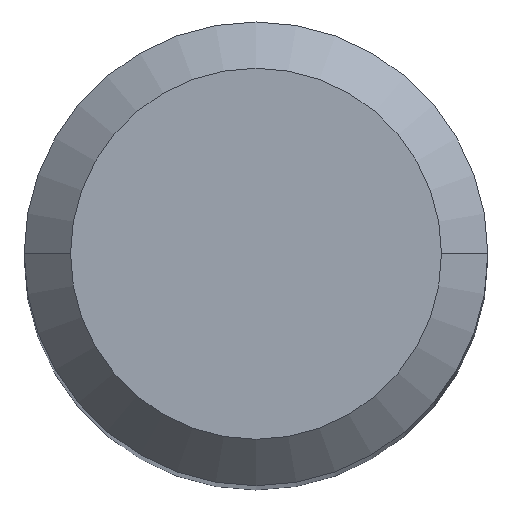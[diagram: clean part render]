
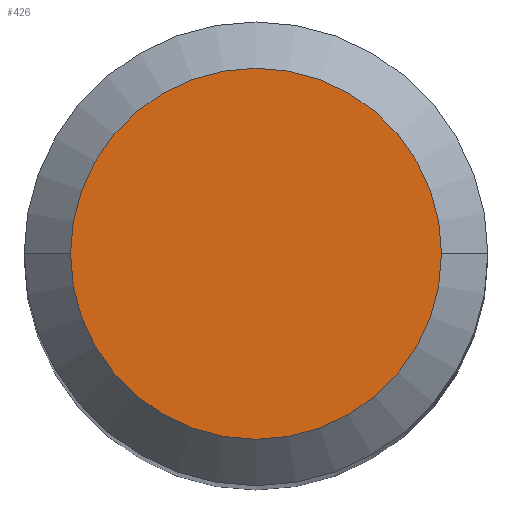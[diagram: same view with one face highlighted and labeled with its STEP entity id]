
A CAD part, top view. The second image highlights one B-rep face of the part: STEP entity #426.
In plain terms, the highlighted planar face has unit normal (0, 0, 1).
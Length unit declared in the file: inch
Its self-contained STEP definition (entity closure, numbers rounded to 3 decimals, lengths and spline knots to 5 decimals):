
#9 = DIRECTION ( 'NONE',  ( 1., 0., 0. ) ) ;
#48 = VERTEX_POINT ( 'NONE', #231 ) ;
#54 = EDGE_LOOP ( 'NONE', ( #312, #461 ) ) ;
#64 = DIRECTION ( 'NONE',  ( 0., 0., 1. ) ) ;
#124 = CIRCLE ( 'NONE', #443, 0.09448 ) ;
#150 = CIRCLE ( 'NONE', #164, 0.09448 ) ;
#164 = AXIS2_PLACEMENT_3D ( 'NONE', #496, #64, #427 ) ;
#180 = VERTEX_POINT ( 'NONE', #401 ) ;
#184 = PLANE ( 'NONE',  #243 ) ;
#231 = CARTESIAN_POINT ( 'NONE',  ( -0.09448, 0., 0. ) ) ;
#243 = AXIS2_PLACEMENT_3D ( 'NONE', #422, #462, #265 ) ;
#258 = FACE_OUTER_BOUND ( 'NONE', #54, .T. ) ;
#259 = DIRECTION ( 'NONE',  ( 0., 0., 1. ) ) ;
#265 = DIRECTION ( 'NONE',  ( -1., 0., 0. ) ) ;
#312 = ORIENTED_EDGE ( 'NONE', *, *, #430, .T. ) ;
#343 = CARTESIAN_POINT ( 'NONE',  ( 0., 0., 0. ) ) ;
#401 = CARTESIAN_POINT ( 'NONE',  ( 0.09448, 0., 0. ) ) ;
#422 = CARTESIAN_POINT ( 'NONE',  ( 0., 0., 0. ) ) ;
#426 = ADVANCED_FACE ( 'NONE', ( #258 ), #184, .F. ) ;
#427 = DIRECTION ( 'NONE',  ( 1., 0., 0. ) ) ;
#430 = EDGE_CURVE ( 'NONE', #48, #180, #150, .T. ) ;
#443 = AXIS2_PLACEMENT_3D ( 'NONE', #343, #259, #9 ) ;
#461 = ORIENTED_EDGE ( 'NONE', *, *, #468, .T. ) ;
#462 = DIRECTION ( 'NONE',  ( 0., 0., -1. ) ) ;
#468 = EDGE_CURVE ( 'NONE', #180, #48, #124, .T. ) ;
#496 = CARTESIAN_POINT ( 'NONE',  ( 0., 0., 0. ) ) ;
